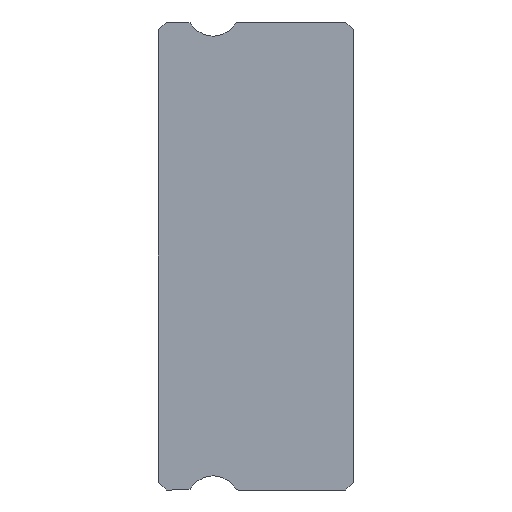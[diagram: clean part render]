
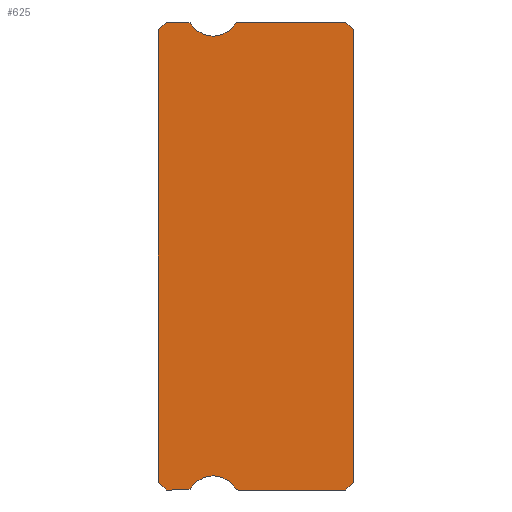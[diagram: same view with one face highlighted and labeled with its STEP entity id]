
A CAD part, left-side view. The second image highlights one B-rep face of the part: STEP entity #625.
In plain terms, the highlighted planar face has unit normal (-1, 0, 0).
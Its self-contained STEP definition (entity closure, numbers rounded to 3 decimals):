
#6 = DIRECTION ( 'NONE',  ( 0., 0., -1. ) ) ;
#54 = CARTESIAN_POINT ( 'NONE',  ( -15., 7.2, -9. ) ) ;
#132 = DIRECTION ( 'NONE',  ( 1., 0., 0. ) ) ;
#136 = AXIS2_PLACEMENT_3D ( 'NONE', #3539, #3034, #4259 ) ;
#142 = CARTESIAN_POINT ( 'NONE',  ( -15., 7.5, 8.7 ) ) ;
#187 = FACE_OUTER_BOUND ( 'NONE', #2924, .T. ) ;
#251 = EDGE_CURVE ( 'NONE', #1740, #2294, #4283, .T. ) ;
#468 = LINE ( 'NONE', #4397, #2565 ) ;
#495 = DIRECTION ( 'NONE',  ( 0., 0., -1. ) ) ;
#563 = EDGE_CURVE ( 'NONE', #2172, #1798, #1324, .T. ) ;
#570 = EDGE_CURVE ( 'NONE', #3682, #1687, #1865, .T. ) ;
#579 = PLANE ( 'NONE',  #4196 ) ;
#617 = CIRCLE ( 'NONE', #4349, 0.15 ) ;
#620 = AXIS2_PLACEMENT_3D ( 'NONE', #4505, #132, #495 ) ;
#625 = ADVANCED_FACE ( 'NONE', ( #187 ), #579, .F. ) ;
#627 = DIRECTION ( 'NONE',  ( 0., -1., 0. ) ) ;
#690 = LINE ( 'NONE', #3131, #4364 ) ;
#740 = CARTESIAN_POINT ( 'NONE',  ( -15., 6.381, 9. ) ) ;
#751 = CARTESIAN_POINT ( 'NONE',  ( -15., 4.419, -9. ) ) ;
#761 = DIRECTION ( 'NONE',  ( 0., 0.707, -0.707 ) ) ;
#778 = EDGE_CURVE ( 'NONE', #3463, #3207, #1980, .T. ) ;
#856 = VECTOR ( 'NONE', #4755, 1000. ) ;
#868 = AXIS2_PLACEMENT_3D ( 'NONE', #3840, #1018, #1087 ) ;
#873 = EDGE_CURVE ( 'NONE', #3884, #1739, #617, .T. ) ;
#974 = LINE ( 'NONE', #142, #3628 ) ;
#1000 = CARTESIAN_POINT ( 'NONE',  ( -15., 6.381, -9. ) ) ;
#1018 = DIRECTION ( 'NONE',  ( 1., 0., 0. ) ) ;
#1077 = ORIENTED_EDGE ( 'NONE', *, *, #251, .F. ) ;
#1087 = DIRECTION ( 'NONE',  ( 0., 0., -1. ) ) ;
#1128 = LINE ( 'NONE', #5061, #3111 ) ;
#1168 = DIRECTION ( 'NONE',  ( 0., 0., -1. ) ) ;
#1267 = ORIENTED_EDGE ( 'NONE', *, *, #3260, .F. ) ;
#1324 = LINE ( 'NONE', #1349, #3848 ) ;
#1349 = CARTESIAN_POINT ( 'NONE',  ( -15., 7.2, 9. ) ) ;
#1439 = CARTESIAN_POINT ( 'NONE',  ( -15., 6.381, 8.85 ) ) ;
#1496 = CARTESIAN_POINT ( 'NONE',  ( -15., 5.4, 8.45 ) ) ;
#1534 = EDGE_CURVE ( 'NONE', #4179, #4475, #2262, .T. ) ;
#1571 = VERTEX_POINT ( 'NONE', #1496 ) ;
#1583 = DIRECTION ( 'NONE',  ( 1., 0., 0. ) ) ;
#1613 = DIRECTION ( 'NONE',  ( 0., 0., -1. ) ) ;
#1626 = CARTESIAN_POINT ( 'NONE',  ( -15., 4.547, -8.928 ) ) ;
#1687 = VERTEX_POINT ( 'NONE', #1994 ) ;
#1739 = VERTEX_POINT ( 'NONE', #1626 ) ;
#1740 = VERTEX_POINT ( 'NONE', #3210 ) ;
#1786 = CARTESIAN_POINT ( 'NONE',  ( -15., 0., -8.7 ) ) ;
#1798 = VERTEX_POINT ( 'NONE', #3341 ) ;
#1800 = ORIENTED_EDGE ( 'NONE', *, *, #3475, .F. ) ;
#1802 = VECTOR ( 'NONE', #4738, 1000. ) ;
#1865 = CIRCLE ( 'NONE', #620, 0.15 ) ;
#1911 = CARTESIAN_POINT ( 'NONE',  ( -15., 6.381, 9. ) ) ;
#1913 = DIRECTION ( 'NONE',  ( 0., 0., 1. ) ) ;
#1980 = LINE ( 'NONE', #54, #856 ) ;
#1994 = CARTESIAN_POINT ( 'NONE',  ( -15., 4.419, 9. ) ) ;
#1995 = DIRECTION ( 'NONE',  ( 0., 0., -1. ) ) ;
#2033 = CARTESIAN_POINT ( 'NONE',  ( -15., 5.4, 9.45 ) ) ;
#2172 = VERTEX_POINT ( 'NONE', #1911 ) ;
#2262 = LINE ( 'NONE', #5063, #4689 ) ;
#2294 = VERTEX_POINT ( 'NONE', #1000 ) ;
#2399 = ORIENTED_EDGE ( 'NONE', *, *, #873, .F. ) ;
#2423 = ORIENTED_EDGE ( 'NONE', *, *, #4482, .F. ) ;
#2446 = CARTESIAN_POINT ( 'NONE',  ( -15., 6.381, -9. ) ) ;
#2471 = CIRCLE ( 'NONE', #4304, 1. ) ;
#2510 = LINE ( 'NONE', #4933, #4961 ) ;
#2551 = CARTESIAN_POINT ( 'NONE',  ( -15., 6.381, 8.85 ) ) ;
#2565 = VECTOR ( 'NONE', #2801, 1000. ) ;
#2566 = DIRECTION ( 'NONE',  ( 0., 0., 1. ) ) ;
#2590 = CARTESIAN_POINT ( 'NONE',  ( -15., 7.2, -9. ) ) ;
#2629 = CARTESIAN_POINT ( 'NONE',  ( -15., 0.3, 9. ) ) ;
#2691 = DIRECTION ( 'NONE',  ( 0., -0.707, -0.707 ) ) ;
#2801 = DIRECTION ( 'NONE',  ( 0., -1., 0. ) ) ;
#2802 = ORIENTED_EDGE ( 'NONE', *, *, #2889, .F. ) ;
#2873 = EDGE_CURVE ( 'NONE', #4518, #4475, #1128, .T. ) ;
#2876 = EDGE_CURVE ( 'NONE', #1571, #3682, #4628, .T. ) ;
#2889 = EDGE_CURVE ( 'NONE', #4518, #5008, #690, .T. ) ;
#2895 = VECTOR ( 'NONE', #627, 1000. ) ;
#2924 = EDGE_LOOP ( 'NONE', ( #2423, #3641, #3567, #1077, #4856, #2399, #5044, #2802, #3846, #3515, #2929, #3503, #3020, #1800, #1267, #4960, #4876 ) ) ;
#2929 = ORIENTED_EDGE ( 'NONE', *, *, #4224, .F. ) ;
#2935 = DIRECTION ( 'NONE',  ( 0., 1., 0. ) ) ;
#2980 = DIRECTION ( 'NONE',  ( 1., 0., 0. ) ) ;
#3020 = ORIENTED_EDGE ( 'NONE', *, *, #2876, .F. ) ;
#3028 = DIRECTION ( 'NONE',  ( 0., 0., -1. ) ) ;
#3034 = DIRECTION ( 'NONE',  ( -1., 0., 0. ) ) ;
#3045 = CIRCLE ( 'NONE', #3525, 1. ) ;
#3090 = EDGE_CURVE ( 'NONE', #1739, #1740, #3045, .T. ) ;
#3111 = VECTOR ( 'NONE', #1913, 1000. ) ;
#3131 = CARTESIAN_POINT ( 'NONE',  ( -15., 0., -8.7 ) ) ;
#3207 = VERTEX_POINT ( 'NONE', #2590 ) ;
#3210 = CARTESIAN_POINT ( 'NONE',  ( -15., 6.253, -8.928 ) ) ;
#3260 = EDGE_CURVE ( 'NONE', #2172, #3582, #3792, .T. ) ;
#3341 = CARTESIAN_POINT ( 'NONE',  ( -15., 7.2, 9. ) ) ;
#3377 = AXIS2_PLACEMENT_3D ( 'NONE', #1439, #3505, #3028 ) ;
#3387 = CARTESIAN_POINT ( 'NONE',  ( -15., 6.253, 8.928 ) ) ;
#3463 = VERTEX_POINT ( 'NONE', #4834 ) ;
#3475 = EDGE_CURVE ( 'NONE', #3582, #1571, #2471, .T. ) ;
#3503 = ORIENTED_EDGE ( 'NONE', *, *, #570, .F. ) ;
#3505 = DIRECTION ( 'NONE',  ( 1., 0., 0. ) ) ;
#3515 = ORIENTED_EDGE ( 'NONE', *, *, #1534, .F. ) ;
#3525 = AXIS2_PLACEMENT_3D ( 'NONE', #4431, #3649, #6 ) ;
#3539 = CARTESIAN_POINT ( 'NONE',  ( -15., 5.4, 9.45 ) ) ;
#3567 = ORIENTED_EDGE ( 'NONE', *, *, #3896, .T. ) ;
#3578 = EDGE_CURVE ( 'NONE', #1798, #3782, #974, .T. ) ;
#3582 = VERTEX_POINT ( 'NONE', #3387 ) ;
#3584 = DIRECTION ( 'NONE',  ( -1., 0., 0. ) ) ;
#3628 = VECTOR ( 'NONE', #4902, 1000. ) ;
#3641 = ORIENTED_EDGE ( 'NONE', *, *, #778, .T. ) ;
#3649 = DIRECTION ( 'NONE',  ( -1., 0., 0. ) ) ;
#3667 = LINE ( 'NONE', #2446, #1802 ) ;
#3682 = VERTEX_POINT ( 'NONE', #5087 ) ;
#3782 = VERTEX_POINT ( 'NONE', #4200 ) ;
#3792 = CIRCLE ( 'NONE', #3377, 0.15 ) ;
#3840 = CARTESIAN_POINT ( 'NONE',  ( -15., 6.381, -8.85 ) ) ;
#3846 = ORIENTED_EDGE ( 'NONE', *, *, #2873, .T. ) ;
#3848 = VECTOR ( 'NONE', #2935, 1000. ) ;
#3884 = VERTEX_POINT ( 'NONE', #751 ) ;
#3896 = EDGE_CURVE ( 'NONE', #3207, #2294, #468, .T. ) ;
#3905 = LINE ( 'NONE', #740, #2895 ) ;
#4179 = VERTEX_POINT ( 'NONE', #2629 ) ;
#4196 = AXIS2_PLACEMENT_3D ( 'NONE', #2551, #2980, #1995 ) ;
#4200 = CARTESIAN_POINT ( 'NONE',  ( -15., 7.5, 8.7 ) ) ;
#4224 = EDGE_CURVE ( 'NONE', #1687, #4179, #3905, .T. ) ;
#4259 = DIRECTION ( 'NONE',  ( 0., 0., -1. ) ) ;
#4283 = CIRCLE ( 'NONE', #868, 0.15 ) ;
#4304 = AXIS2_PLACEMENT_3D ( 'NONE', #2033, #3584, #1613 ) ;
#4349 = AXIS2_PLACEMENT_3D ( 'NONE', #4399, #1583, #1168 ) ;
#4364 = VECTOR ( 'NONE', #761, 1000. ) ;
#4397 = CARTESIAN_POINT ( 'NONE',  ( -15., 6.381, -9. ) ) ;
#4399 = CARTESIAN_POINT ( 'NONE',  ( -15., 4.419, -8.85 ) ) ;
#4431 = CARTESIAN_POINT ( 'NONE',  ( -15., 5.4, -9.45 ) ) ;
#4475 = VERTEX_POINT ( 'NONE', #4627 ) ;
#4482 = EDGE_CURVE ( 'NONE', #3463, #3782, #2510, .T. ) ;
#4505 = CARTESIAN_POINT ( 'NONE',  ( -15., 4.419, 8.85 ) ) ;
#4518 = VERTEX_POINT ( 'NONE', #1786 ) ;
#4627 = CARTESIAN_POINT ( 'NONE',  ( -15., 0., 8.7 ) ) ;
#4628 = CIRCLE ( 'NONE', #136, 1. ) ;
#4689 = VECTOR ( 'NONE', #2691, 1000. ) ;
#4709 = CARTESIAN_POINT ( 'NONE',  ( -15., 0.3, -9. ) ) ;
#4738 = DIRECTION ( 'NONE',  ( 0., 1., 0. ) ) ;
#4747 = EDGE_CURVE ( 'NONE', #5008, #3884, #3667, .T. ) ;
#4755 = DIRECTION ( 'NONE',  ( 0., -0.707, -0.707 ) ) ;
#4834 = CARTESIAN_POINT ( 'NONE',  ( -15., 7.5, -8.7 ) ) ;
#4856 = ORIENTED_EDGE ( 'NONE', *, *, #3090, .F. ) ;
#4876 = ORIENTED_EDGE ( 'NONE', *, *, #3578, .T. ) ;
#4902 = DIRECTION ( 'NONE',  ( 0., 0.707, -0.707 ) ) ;
#4933 = CARTESIAN_POINT ( 'NONE',  ( -15., 7.5, 8.85 ) ) ;
#4960 = ORIENTED_EDGE ( 'NONE', *, *, #563, .T. ) ;
#4961 = VECTOR ( 'NONE', #2566, 1000. ) ;
#5008 = VERTEX_POINT ( 'NONE', #4709 ) ;
#5044 = ORIENTED_EDGE ( 'NONE', *, *, #4747, .F. ) ;
#5061 = CARTESIAN_POINT ( 'NONE',  ( -15., 0., 8.7 ) ) ;
#5063 = CARTESIAN_POINT ( 'NONE',  ( -15., 0.3, 9. ) ) ;
#5087 = CARTESIAN_POINT ( 'NONE',  ( -15., 4.547, 8.928 ) ) ;
